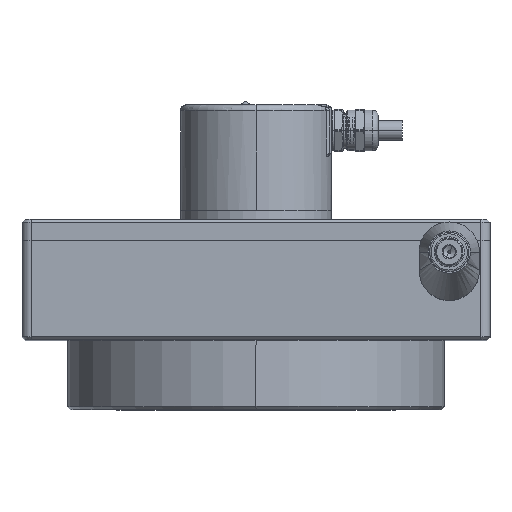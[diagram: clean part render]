
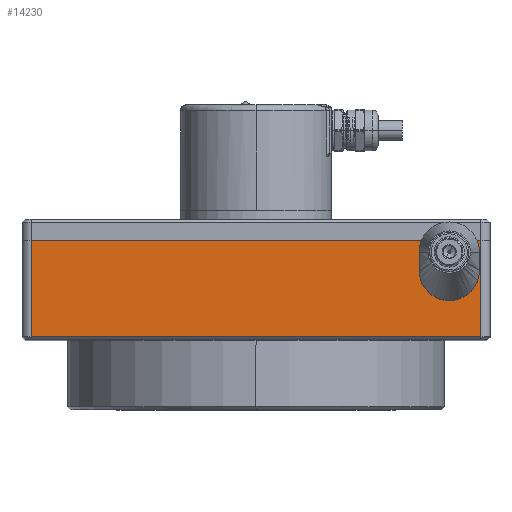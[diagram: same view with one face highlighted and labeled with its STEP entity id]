
A CAD part, top view. The second image highlights one B-rep face of the part: STEP entity #14230.
In plain terms, the highlighted planar face has unit normal (0, 0, 1).
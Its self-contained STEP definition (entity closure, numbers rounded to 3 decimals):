
#13857=CARTESIAN_POINT('Line Origine',(-74.5,16.5,77.5)) ;
#13861=CARTESIAN_POINT('Vertex',(-74.5,1.,77.5)) ;
#13863=CARTESIAN_POINT('Vertex',(-74.5,33.,77.5)) ;
#14182=CARTESIAN_POINT('Axis2P3D Location',(77.5,0.,77.5)) ;
#14187=CARTESIAN_POINT('Line Origine',(0.,1.,77.5)) ;
#14191=CARTESIAN_POINT('Vertex',(74.5,1.,77.5)) ;
#14194=CARTESIAN_POINT('Line Origine',(74.5,17.,77.5)) ;
#14198=CARTESIAN_POINT('Vertex',(74.5,33.,77.5)) ;
#14201=CARTESIAN_POINT('Line Origine',(0.,33.,77.5)) ;
#14212=CARTESIAN_POINT('Axis2P3D Location',(64.,23.,77.5)) ;
#14216=CARTESIAN_POINT('Vertex',(56.102,27.315,77.5)) ;
#14218=CARTESIAN_POINT('Vertex',(71.898,18.685,77.5)) ;
#14221=CARTESIAN_POINT('Axis2P3D Location',(64.,23.,77.5)) ;
#13858=DIRECTION('Vector Direction',(0.,1.,0.)) ;
#14183=DIRECTION('Axis2P3D Direction',(0.,0.,-1.)) ;
#14184=DIRECTION('Axis2P3D XDirection',(-1.,0.,0.)) ;
#14188=DIRECTION('Vector Direction',(-1.,0.,0.)) ;
#14195=DIRECTION('Vector Direction',(0.,1.,0.)) ;
#14202=DIRECTION('Vector Direction',(-1.,0.,0.)) ;
#14213=DIRECTION('Axis2P3D Direction',(0.,0.,-1.)) ;
#14222=DIRECTION('Axis2P3D Direction',(0.,0.,-1.)) ;
#14185=AXIS2_PLACEMENT_3D('Plane Axis2P3D',#14182,#14183,#14184) ;
#14214=AXIS2_PLACEMENT_3D('Circle Axis2P3D',#14212,#14213,$) ;
#14223=AXIS2_PLACEMENT_3D('Circle Axis2P3D',#14221,#14222,$) ;
#14207=ORIENTED_EDGE('',*,*,#14193,.T.) ;
#14208=ORIENTED_EDGE('',*,*,#14200,.T.) ;
#14209=ORIENTED_EDGE('',*,*,#14205,.F.) ;
#14210=ORIENTED_EDGE('',*,*,#13865,.F.) ;
#14227=ORIENTED_EDGE('',*,*,#14220,.T.) ;
#14228=ORIENTED_EDGE('',*,*,#14225,.T.) ;
#14229=FACE_BOUND('',#14226,.T.) ;
#13859=VECTOR('Line Direction',#13858,1.) ;
#14189=VECTOR('Line Direction',#14188,1.) ;
#14196=VECTOR('Line Direction',#14195,1.) ;
#14203=VECTOR('Line Direction',#14202,1.) ;
#14230=ADVANCED_FACE('\X2\96F64EF651E04F554F53\X0\',(#14211,#14229),#14186,.F.) ;
#14215=CIRCLE('generated circle',#14214,9.) ;
#14224=CIRCLE('generated circle',#14223,9.) ;
#13865=EDGE_CURVE('',#13862,#13864,#13860,.T.) ;
#14193=EDGE_CURVE('',#13862,#14192,#14190,.F.) ;
#14200=EDGE_CURVE('',#14192,#14199,#14197,.T.) ;
#14205=EDGE_CURVE('',#13864,#14199,#14204,.F.) ;
#14220=EDGE_CURVE('',#14217,#14219,#14215,.T.) ;
#14225=EDGE_CURVE('',#14219,#14217,#14224,.T.) ;
#14206=EDGE_LOOP('',(#14207,#14208,#14209,#14210)) ;
#14226=EDGE_LOOP('',(#14227,#14228)) ;
#14211=FACE_OUTER_BOUND('',#14206,.T.) ;
#13860=LINE('Line',#13857,#13859) ;
#14190=LINE('Line',#14187,#14189) ;
#14197=LINE('Line',#14194,#14196) ;
#14204=LINE('Line',#14201,#14203) ;
#14186=PLANE('',#14185) ;
#13862=VERTEX_POINT('',#13861) ;
#13864=VERTEX_POINT('',#13863) ;
#14192=VERTEX_POINT('',#14191) ;
#14199=VERTEX_POINT('',#14198) ;
#14217=VERTEX_POINT('',#14216) ;
#14219=VERTEX_POINT('',#14218) ;
